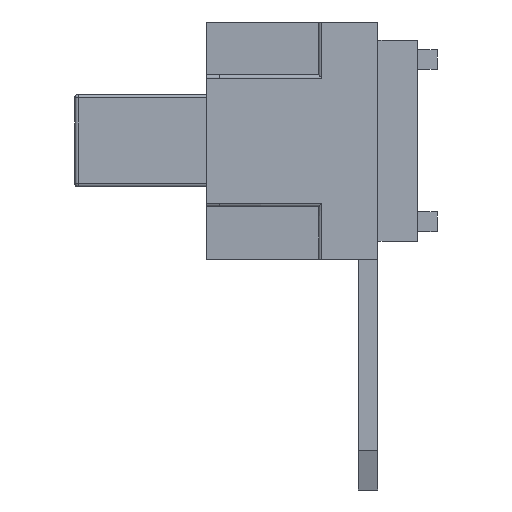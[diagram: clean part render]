
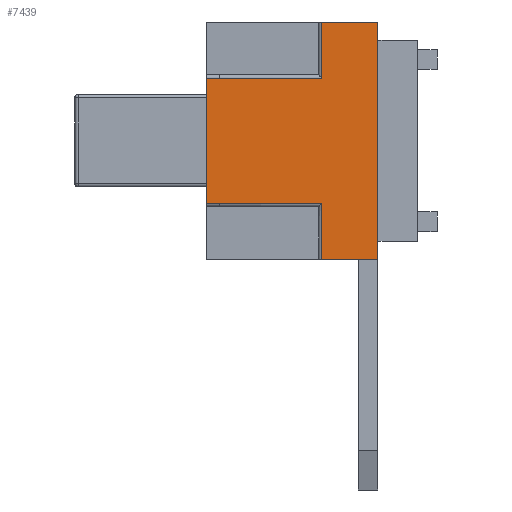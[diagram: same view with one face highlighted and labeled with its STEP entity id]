
A CAD part, left-side view. The second image highlights one B-rep face of the part: STEP entity #7439.
In plain terms, the highlighted face is planar.
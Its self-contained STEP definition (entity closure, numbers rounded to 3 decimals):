
#75 = VERTEX_POINT ( 'NONE', #4357 ) ;
#92 = DIRECTION ( 'NONE',  ( 0., 1., 0. ) ) ;
#196 = ORIENTED_EDGE ( 'NONE', *, *, #7299, .F. ) ;
#234 = ORIENTED_EDGE ( 'NONE', *, *, #7657, .T. ) ;
#249 = LINE ( 'NONE', #5089, #1713 ) ;
#483 = LINE ( 'NONE', #2803, #2502 ) ;
#506 = VERTEX_POINT ( 'NONE', #587 ) ;
#533 = CARTESIAN_POINT ( 'NONE',  ( 4.5, -1.3, 0.95 ) ) ;
#538 = ORIENTED_EDGE ( 'NONE', *, *, #6369, .T. ) ;
#578 = VERTEX_POINT ( 'NONE', #6582 ) ;
#587 = CARTESIAN_POINT ( 'NONE',  ( 4.5, 0.45, -1.8 ) ) ;
#666 = EDGE_LOOP ( 'NONE', ( #6530, #5251, #3214, #3515, #2762, #234, #6965, #538, #4691, #196 ) ) ;
#826 = DIRECTION ( 'NONE',  ( 0., 0., -1. ) ) ;
#830 = CARTESIAN_POINT ( 'NONE',  ( 4.5, 1.3, 1.8 ) ) ;
#834 = CARTESIAN_POINT ( 'NONE',  ( 4.5, -1.3, -0.95 ) ) ;
#908 = LINE ( 'NONE', #7024, #5240 ) ;
#1213 = VECTOR ( 'NONE', #2369, 1000. ) ;
#1223 = CARTESIAN_POINT ( 'NONE',  ( 4.5, -1.3, -0.95 ) ) ;
#1235 = VECTOR ( 'NONE', #3885, 1000. ) ;
#1266 = LINE ( 'NONE', #533, #7053 ) ;
#1374 = EDGE_CURVE ( 'NONE', #578, #4072, #1266, .T. ) ;
#1392 = EDGE_CURVE ( 'NONE', #75, #4072, #1854, .T. ) ;
#1587 = VERTEX_POINT ( 'NONE', #6793 ) ;
#1644 = DIRECTION ( 'NONE',  ( 0., 1., 0. ) ) ;
#1713 = VECTOR ( 'NONE', #826, 1000. ) ;
#1854 = LINE ( 'NONE', #6041, #3794 ) ;
#1924 = DIRECTION ( 'NONE',  ( 0., -1., 0. ) ) ;
#2132 = LINE ( 'NONE', #834, #3602 ) ;
#2221 = DIRECTION ( 'NONE',  ( 0., 0., 1. ) ) ;
#2281 = VERTEX_POINT ( 'NONE', #3564 ) ;
#2285 = LINE ( 'NONE', #6438, #3987 ) ;
#2369 = DIRECTION ( 'NONE',  ( 0., 0., -1. ) ) ;
#2502 = VECTOR ( 'NONE', #5054, 1000. ) ;
#2606 = CARTESIAN_POINT ( 'NONE',  ( 4.5, 0.45, -0.95 ) ) ;
#2762 = ORIENTED_EDGE ( 'NONE', *, *, #7727, .F. ) ;
#2803 = CARTESIAN_POINT ( 'NONE',  ( 4.5, 4.906, 1.8 ) ) ;
#2820 = PLANE ( 'NONE',  #4086 ) ;
#3214 = ORIENTED_EDGE ( 'NONE', *, *, #1392, .T. ) ;
#3462 = DIRECTION ( 'NONE',  ( 0., 0., -1. ) ) ;
#3515 = ORIENTED_EDGE ( 'NONE', *, *, #1374, .F. ) ;
#3564 = CARTESIAN_POINT ( 'NONE',  ( 4.5, -1.1, -0.95 ) ) ;
#3602 = VECTOR ( 'NONE', #4556, 1000. ) ;
#3794 = VECTOR ( 'NONE', #4275, 1000. ) ;
#3885 = DIRECTION ( 'NONE',  ( 0., 0., 1. ) ) ;
#3987 = VECTOR ( 'NONE', #3462, 1000. ) ;
#4072 = VERTEX_POINT ( 'NONE', #6721 ) ;
#4086 = AXIS2_PLACEMENT_3D ( 'NONE', #7421, #7580, #2221 ) ;
#4271 = LINE ( 'NONE', #6587, #6602 ) ;
#4275 = DIRECTION ( 'NONE',  ( 0., -1., 0. ) ) ;
#4357 = CARTESIAN_POINT ( 'NONE',  ( 4.5, 0.45, 0.95 ) ) ;
#4383 = CARTESIAN_POINT ( 'NONE',  ( 4.5, 0.45, 1.8 ) ) ;
#4547 = LINE ( 'NONE', #6316, #1235 ) ;
#4556 = DIRECTION ( 'NONE',  ( 0., 1., 0. ) ) ;
#4641 = VERTEX_POINT ( 'NONE', #830 ) ;
#4675 = VERTEX_POINT ( 'NONE', #2606 ) ;
#4691 = ORIENTED_EDGE ( 'NONE', *, *, #6307, .F. ) ;
#4721 = EDGE_CURVE ( 'NONE', #7555, #75, #2285, .T. ) ;
#5054 = DIRECTION ( 'NONE',  ( 0., -1., 0. ) ) ;
#5089 = CARTESIAN_POINT ( 'NONE',  ( 4.5, 0.45, -1.8 ) ) ;
#5240 = VECTOR ( 'NONE', #1644, 1000. ) ;
#5251 = ORIENTED_EDGE ( 'NONE', *, *, #4721, .T. ) ;
#5787 = FACE_OUTER_BOUND ( 'NONE', #666, .T. ) ;
#6041 = CARTESIAN_POINT ( 'NONE',  ( 4.5, -1.3, 0.95 ) ) ;
#6084 = EDGE_CURVE ( 'NONE', #2281, #4675, #2132, .T. ) ;
#6307 = EDGE_CURVE ( 'NONE', #1587, #506, #4271, .T. ) ;
#6316 = CARTESIAN_POINT ( 'NONE',  ( 4.5, -1.3, -0.95 ) ) ;
#6369 = EDGE_CURVE ( 'NONE', #4675, #506, #249, .T. ) ;
#6438 = CARTESIAN_POINT ( 'NONE',  ( 4.5, 0.45, 1. ) ) ;
#6441 = CARTESIAN_POINT ( 'NONE',  ( 4.5, 1.3, -1.8 ) ) ;
#6530 = ORIENTED_EDGE ( 'NONE', *, *, #7678, .T. ) ;
#6582 = CARTESIAN_POINT ( 'NONE',  ( 4.5, -1.3, 0.95 ) ) ;
#6587 = CARTESIAN_POINT ( 'NONE',  ( 4.5, 4.906, -1.8 ) ) ;
#6602 = VECTOR ( 'NONE', #1924, 1000. ) ;
#6721 = CARTESIAN_POINT ( 'NONE',  ( 4.5, -1.1, 0.95 ) ) ;
#6793 = CARTESIAN_POINT ( 'NONE',  ( 4.5, 1.3, -1.8 ) ) ;
#6965 = ORIENTED_EDGE ( 'NONE', *, *, #6084, .T. ) ;
#7024 = CARTESIAN_POINT ( 'NONE',  ( 4.5, -1.3, -0.95 ) ) ;
#7053 = VECTOR ( 'NONE', #92, 1000. ) ;
#7284 = VERTEX_POINT ( 'NONE', #1223 ) ;
#7299 = EDGE_CURVE ( 'NONE', #4641, #1587, #7717, .T. ) ;
#7421 = CARTESIAN_POINT ( 'NONE',  ( 4.5, -1.3, -0.95 ) ) ;
#7439 = ADVANCED_FACE ( 'NONE', ( #5787 ), #2820, .F. ) ;
#7555 = VERTEX_POINT ( 'NONE', #4383 ) ;
#7580 = DIRECTION ( 'NONE',  ( -1., 0., 0. ) ) ;
#7657 = EDGE_CURVE ( 'NONE', #7284, #2281, #908, .T. ) ;
#7678 = EDGE_CURVE ( 'NONE', #4641, #7555, #483, .T. ) ;
#7717 = LINE ( 'NONE', #6441, #1213 ) ;
#7727 = EDGE_CURVE ( 'NONE', #7284, #578, #4547, .T. ) ;
